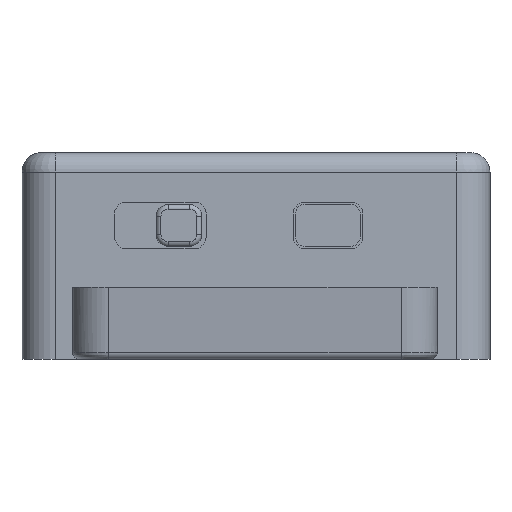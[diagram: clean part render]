
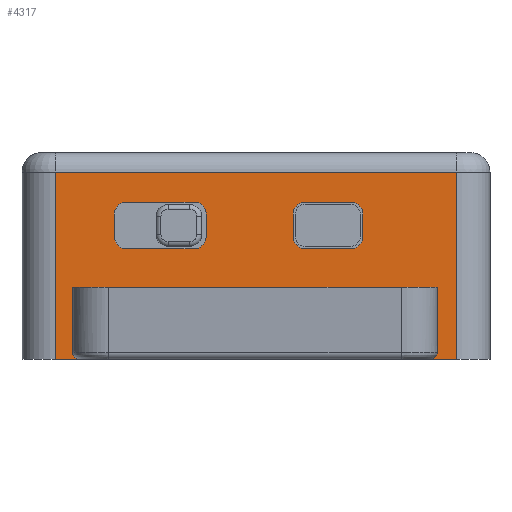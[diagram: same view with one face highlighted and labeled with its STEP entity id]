
A CAD part, left-side view. The second image highlights one B-rep face of the part: STEP entity #4317.
In plain terms, the highlighted planar face has unit normal (-1, 0, 0).
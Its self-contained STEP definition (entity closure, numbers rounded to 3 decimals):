
#3587=CARTESIAN_POINT('',(-97.,159.8,-4.5));
#3588=VERTEX_POINT('',#3587);
#3604=CARTESIAN_POINT('',(-97.,160.8,-3.5));
#3605=VERTEX_POINT('',#3604);
#3612=CARTESIAN_POINT('',(-97.,159.8,-3.5));
#3613=DIRECTION('',(-1.,0.,0.));
#3614=DIRECTION('',(0.,0.,1.));
#3615=AXIS2_PLACEMENT_3D('',#3612,#3613,#3614);
#3616=CIRCLE('',#3615,1.);
#3617=EDGE_CURVE('',#3605,#3588,#3616,.T.);
#3627=CARTESIAN_POINT('',(-97.,156.,-4.5));
#3628=VERTEX_POINT('',#3627);
#3644=CARTESIAN_POINT('',(-97.,156.,-4.5));
#3645=DIRECTION('',(-0.,1.,-0.));
#3646=VECTOR('',#3645,3.8);
#3647=LINE('',#3644,#3646);
#3648=EDGE_CURVE('',#3628,#3588,#3647,.T.);
#3668=CARTESIAN_POINT('',(-97.,155.,-3.5));
#3669=VERTEX_POINT('',#3668);
#3670=CARTESIAN_POINT('',(-97.,156.,-3.5));
#3671=DIRECTION('',(-1.,-0.,-0.));
#3672=DIRECTION('',(0.,0.,-1.));
#3673=AXIS2_PLACEMENT_3D('',#3670,#3671,#3672);
#3674=CIRCLE('',#3673,1.);
#3675=EDGE_CURVE('',#3628,#3669,#3674,.T.);
#3693=CARTESIAN_POINT('',(-97.,174.7,-4.5));
#3694=VERTEX_POINT('',#3693);
#3710=CARTESIAN_POINT('',(-97.,175.7,-3.5));
#3711=VERTEX_POINT('',#3710);
#3718=CARTESIAN_POINT('',(-97.,174.7,-3.5));
#3719=DIRECTION('',(-1.,0.,0.));
#3720=DIRECTION('',(0.,0.,1.));
#3721=AXIS2_PLACEMENT_3D('',#3718,#3719,#3720);
#3722=CIRCLE('',#3721,1.);
#3723=EDGE_CURVE('',#3711,#3694,#3722,.T.);
#3733=CARTESIAN_POINT('',(-97.,169.058,-4.5));
#3734=VERTEX_POINT('',#3733);
#3750=CARTESIAN_POINT('',(-97.,169.058,-4.5));
#3751=DIRECTION('',(-0.,1.,-0.));
#3752=VECTOR('',#3751,5.642);
#3753=LINE('',#3750,#3752);
#3754=EDGE_CURVE('',#3734,#3694,#3753,.T.);
#3774=CARTESIAN_POINT('',(-97.,168.058,-3.5));
#3775=VERTEX_POINT('',#3774);
#3776=CARTESIAN_POINT('',(-97.,169.058,-3.5));
#3777=DIRECTION('',(-1.,-0.,-0.));
#3778=DIRECTION('',(0.,0.,-1.));
#3779=AXIS2_PLACEMENT_3D('',#3776,#3777,#3778);
#3780=CIRCLE('',#3779,1.);
#3781=EDGE_CURVE('',#3734,#3775,#3780,.T.);
#3840=CARTESIAN_POINT('',(-97.,156.,-0.6));
#3841=VERTEX_POINT('',#3840);
#3848=CARTESIAN_POINT('',(-97.,159.8,-0.6));
#3849=VERTEX_POINT('',#3848);
#3850=CARTESIAN_POINT('',(-97.,159.8,-0.6));
#3851=DIRECTION('',(0.,-1.,0.));
#3852=VECTOR('',#3851,3.8);
#3853=LINE('',#3850,#3852);
#3854=EDGE_CURVE('',#3849,#3841,#3853,.T.);
#3880=CARTESIAN_POINT('',(-97.,169.058,-0.6));
#3881=VERTEX_POINT('',#3880);
#3888=CARTESIAN_POINT('',(-97.,174.7,-0.6));
#3889=VERTEX_POINT('',#3888);
#3890=CARTESIAN_POINT('',(-97.,169.058,-0.6));
#3891=DIRECTION('',(0.,1.,0.));
#3892=VECTOR('',#3891,5.642);
#3893=LINE('',#3890,#3892);
#3894=EDGE_CURVE('',#3881,#3889,#3893,.T.);
#3952=CARTESIAN_POINT('',(-97.,155.,-1.6));
#3953=VERTEX_POINT('',#3952);
#3954=CARTESIAN_POINT('',(-97.,155.,-3.5));
#3955=DIRECTION('',(-0.,-0.,1.));
#3956=VECTOR('',#3955,1.9);
#3957=LINE('',#3954,#3956);
#3958=EDGE_CURVE('',#3669,#3953,#3957,.T.);
#3982=CARTESIAN_POINT('',(-97.,156.,-1.6));
#3983=DIRECTION('',(-1.,0.,0.));
#3984=DIRECTION('',(0.,0.,1.));
#3985=AXIS2_PLACEMENT_3D('',#3982,#3983,#3984);
#3986=CIRCLE('',#3985,1.);
#3987=EDGE_CURVE('',#3953,#3841,#3986,.T.);
#4006=CARTESIAN_POINT('',(-97.,160.8,-1.6));
#4007=VERTEX_POINT('',#4006);
#4014=CARTESIAN_POINT('',(-97.,160.8,-1.6));
#4015=DIRECTION('',(-0.,-0.,-1.));
#4016=VECTOR('',#4015,1.9);
#4017=LINE('',#4014,#4016);
#4018=EDGE_CURVE('',#4007,#3605,#4017,.T.);
#4037=CARTESIAN_POINT('',(-97.,159.8,-1.6));
#4038=DIRECTION('',(-1.,-0.,-0.));
#4039=DIRECTION('',(0.,0.,-1.));
#4040=AXIS2_PLACEMENT_3D('',#4037,#4038,#4039);
#4041=CIRCLE('',#4040,1.);
#4042=EDGE_CURVE('',#3849,#4007,#4041,.T.);
#4053=CARTESIAN_POINT('',(-97.,168.058,-1.6));
#4054=VERTEX_POINT('',#4053);
#4070=CARTESIAN_POINT('',(-97.,168.058,-1.6));
#4071=DIRECTION('',(-0.,-0.,-1.));
#4072=VECTOR('',#4071,1.9);
#4073=LINE('',#4070,#4072);
#4074=EDGE_CURVE('',#4054,#3775,#4073,.T.);
#4092=CARTESIAN_POINT('',(-97.,169.058,-1.6));
#4093=DIRECTION('',(-1.,0.,0.));
#4094=DIRECTION('',(0.,0.,1.));
#4095=AXIS2_PLACEMENT_3D('',#4092,#4093,#4094);
#4096=CIRCLE('',#4095,1.);
#4097=EDGE_CURVE('',#4054,#3881,#4096,.T.);
#4117=CARTESIAN_POINT('',(-97.,175.7,-1.6));
#4118=VERTEX_POINT('',#4117);
#4125=CARTESIAN_POINT('',(-97.,175.7,-3.5));
#4126=DIRECTION('',(0.,0.,1.));
#4127=VECTOR('',#4126,1.9);
#4128=LINE('',#4125,#4127);
#4129=EDGE_CURVE('',#3711,#4118,#4128,.T.);
#4147=CARTESIAN_POINT('',(-97.,174.7,-1.6));
#4148=DIRECTION('',(-1.,-0.,-0.));
#4149=DIRECTION('',(0.,0.,-1.));
#4150=AXIS2_PLACEMENT_3D('',#4147,#4148,#4149);
#4151=CIRCLE('',#4150,1.);
#4152=EDGE_CURVE('',#3889,#4118,#4151,.T.);
#4158=CARTESIAN_POINT('',(-97.,157.9,-14.6));
#4159=DIRECTION('',(-1.,0.,0.));
#4160=DIRECTION('',(0.,-1.,0.));
#4161=AXIS2_PLACEMENT_3D('',#4158,#4159,#4160);
#4162=PLANE('',#4161);
#4163=ORIENTED_EDGE('',*,*,#4152,.F.);
#4164=ORIENTED_EDGE('',*,*,#3894,.F.);
#4165=ORIENTED_EDGE('',*,*,#4097,.F.);
#4166=ORIENTED_EDGE('',*,*,#4074,.T.);
#4167=ORIENTED_EDGE('',*,*,#3781,.F.);
#4168=ORIENTED_EDGE('',*,*,#3754,.T.);
#4169=ORIENTED_EDGE('',*,*,#3723,.F.);
#4170=ORIENTED_EDGE('',*,*,#4129,.T.);
#4171=EDGE_LOOP('',(#4163,#4164,#4165,#4166,#4167,#4168,#4169,#4170));
#4172=FACE_BOUND('',#4171,.T.);
#4173=CARTESIAN_POINT('',(-97.,177.2,-13.1));
#4174=VERTEX_POINT('',#4173);
#4175=CARTESIAN_POINT('',(-97.,177.2,-7.7));
#4176=VERTEX_POINT('',#4175);
#4177=CARTESIAN_POINT('',(-97.,177.2,-13.1));
#4178=DIRECTION('',(0.,0.,1.));
#4179=VECTOR('',#4178,5.4);
#4180=LINE('',#4177,#4179);
#4181=EDGE_CURVE('',#4174,#4176,#4180,.T.);
#4182=ORIENTED_EDGE('',*,*,#4181,.F.);
#4183=CARTESIAN_POINT('',(-97.,177.8,-13.7));
#4184=VERTEX_POINT('',#4183);
#4185=CARTESIAN_POINT('',(-97.,177.8,-13.1));
#4186=DIRECTION('',(1.,-0.,-0.));
#4187=DIRECTION('',(0.,0.,1.));
#4188=AXIS2_PLACEMENT_3D('',#4185,#4186,#4187);
#4189=CIRCLE('',#4188,0.6);
#4190=EDGE_CURVE('',#4174,#4184,#4189,.T.);
#4191=ORIENTED_EDGE('',*,*,#4190,.T.);
#4192=CARTESIAN_POINT('',(-97.,150.2,-13.7));
#4193=VERTEX_POINT('',#4192);
#4194=CARTESIAN_POINT('',(-97.,177.8,-13.7));
#4195=DIRECTION('',(0.,-1.,0.));
#4196=VECTOR('',#4195,27.6);
#4197=LINE('',#4194,#4196);
#4198=EDGE_CURVE('',#4184,#4193,#4197,.T.);
#4199=ORIENTED_EDGE('',*,*,#4198,.T.);
#4200=CARTESIAN_POINT('',(-97.,150.8,-13.1));
#4201=VERTEX_POINT('',#4200);
#4202=CARTESIAN_POINT('',(-97.,150.2,-13.1));
#4203=DIRECTION('',(1.,0.,0.));
#4204=DIRECTION('',(0.,0.,-1.));
#4205=AXIS2_PLACEMENT_3D('',#4202,#4203,#4204);
#4206=CIRCLE('',#4205,0.6);
#4207=EDGE_CURVE('',#4193,#4201,#4206,.T.);
#4208=ORIENTED_EDGE('',*,*,#4207,.T.);
#4209=CARTESIAN_POINT('',(-97.,150.8,-7.7));
#4210=VERTEX_POINT('',#4209);
#4211=CARTESIAN_POINT('',(-97.,150.8,-7.7));
#4212=DIRECTION('',(-0.,-0.,-1.));
#4213=VECTOR('',#4212,5.4);
#4214=LINE('',#4211,#4213);
#4215=EDGE_CURVE('',#4210,#4201,#4214,.T.);
#4216=ORIENTED_EDGE('',*,*,#4215,.F.);
#4217=CARTESIAN_POINT('',(-97.,148.8,-7.7));
#4218=VERTEX_POINT('',#4217);
#4219=CARTESIAN_POINT('',(-97.,150.8,-7.7));
#4220=DIRECTION('',(0.,-1.,0.));
#4221=VECTOR('',#4220,2.);
#4222=LINE('',#4219,#4221);
#4223=EDGE_CURVE('',#4210,#4218,#4222,.T.);
#4224=ORIENTED_EDGE('',*,*,#4223,.T.);
#4225=CARTESIAN_POINT('',(-97.,148.8,-13.1));
#4226=VERTEX_POINT('',#4225);
#4227=CARTESIAN_POINT('',(-97.,148.8,-7.7));
#4228=DIRECTION('',(-0.,-0.,-1.));
#4229=VECTOR('',#4228,5.4);
#4230=LINE('',#4227,#4229);
#4231=EDGE_CURVE('',#4218,#4226,#4230,.T.);
#4232=ORIENTED_EDGE('',*,*,#4231,.T.);
#4233=CARTESIAN_POINT('',(-97.,149.4,-13.7));
#4234=VERTEX_POINT('',#4233);
#4235=CARTESIAN_POINT('',(-97.,149.4,-13.1));
#4236=DIRECTION('',(1.,0.,0.));
#4237=DIRECTION('',(0.,0.,-1.));
#4238=AXIS2_PLACEMENT_3D('',#4235,#4236,#4237);
#4239=CIRCLE('',#4238,0.6);
#4240=EDGE_CURVE('',#4226,#4234,#4239,.T.);
#4241=ORIENTED_EDGE('',*,*,#4240,.T.);
#4242=CARTESIAN_POINT('',(-97.,147.2,-13.7));
#4243=VERTEX_POINT('',#4242);
#4244=CARTESIAN_POINT('',(-97.,149.4,-13.7));
#4245=DIRECTION('',(0.,-1.,0.));
#4246=VECTOR('',#4245,2.2);
#4247=LINE('',#4244,#4246);
#4248=EDGE_CURVE('',#4234,#4243,#4247,.T.);
#4249=ORIENTED_EDGE('',*,*,#4248,.T.);
#4250=CARTESIAN_POINT('',(-97.,147.2,1.9));
#4251=VERTEX_POINT('',#4250);
#4252=CARTESIAN_POINT('',(-97.,147.2,-13.7));
#4253=DIRECTION('',(0.,0.,1.));
#4254=VECTOR('',#4253,15.6);
#4255=LINE('',#4252,#4254);
#4256=EDGE_CURVE('',#4243,#4251,#4255,.T.);
#4257=ORIENTED_EDGE('',*,*,#4256,.T.);
#4258=CARTESIAN_POINT('',(-97.,180.6,1.9));
#4259=VERTEX_POINT('',#4258);
#4260=CARTESIAN_POINT('',(-97.,180.6,1.9));
#4261=DIRECTION('',(-0.,-1.,-0.));
#4262=VECTOR('',#4261,33.4);
#4263=LINE('',#4260,#4262);
#4264=EDGE_CURVE('',#4259,#4251,#4263,.T.);
#4265=ORIENTED_EDGE('',*,*,#4264,.F.);
#4266=CARTESIAN_POINT('',(-97.,180.6,-13.7));
#4267=VERTEX_POINT('',#4266);
#4268=CARTESIAN_POINT('',(-97.,180.6,1.9));
#4269=DIRECTION('',(-0.,-0.,-1.));
#4270=VECTOR('',#4269,15.6);
#4271=LINE('',#4268,#4270);
#4272=EDGE_CURVE('',#4259,#4267,#4271,.T.);
#4273=ORIENTED_EDGE('',*,*,#4272,.T.);
#4274=CARTESIAN_POINT('',(-97.,178.6,-13.7));
#4275=VERTEX_POINT('',#4274);
#4276=CARTESIAN_POINT('',(-97.,180.6,-13.7));
#4277=DIRECTION('',(0.,-1.,0.));
#4278=VECTOR('',#4277,2.);
#4279=LINE('',#4276,#4278);
#4280=EDGE_CURVE('',#4267,#4275,#4279,.T.);
#4281=ORIENTED_EDGE('',*,*,#4280,.T.);
#4282=CARTESIAN_POINT('',(-97.,179.2,-13.1));
#4283=VERTEX_POINT('',#4282);
#4284=CARTESIAN_POINT('',(-97.,178.6,-13.1));
#4285=DIRECTION('',(1.,-0.,-0.));
#4286=DIRECTION('',(0.,0.,1.));
#4287=AXIS2_PLACEMENT_3D('',#4284,#4285,#4286);
#4288=CIRCLE('',#4287,0.6);
#4289=EDGE_CURVE('',#4275,#4283,#4288,.T.);
#4290=ORIENTED_EDGE('',*,*,#4289,.T.);
#4291=CARTESIAN_POINT('',(-97.,179.2,-7.7));
#4292=VERTEX_POINT('',#4291);
#4293=CARTESIAN_POINT('',(-97.,179.2,-13.1));
#4294=DIRECTION('',(0.,0.,1.));
#4295=VECTOR('',#4294,5.4);
#4296=LINE('',#4293,#4295);
#4297=EDGE_CURVE('',#4283,#4292,#4296,.T.);
#4298=ORIENTED_EDGE('',*,*,#4297,.T.);
#4299=CARTESIAN_POINT('',(-97.,179.2,-7.7));
#4300=DIRECTION('',(0.,-1.,0.));
#4301=VECTOR('',#4300,2.);
#4302=LINE('',#4299,#4301);
#4303=EDGE_CURVE('',#4292,#4176,#4302,.T.);
#4304=ORIENTED_EDGE('',*,*,#4303,.T.);
#4305=EDGE_LOOP('',(#4182,#4191,#4199,#4208,#4216,#4224,#4232,#4241,#4249,#4257,#4265,#4273,#4281,#4290,#4298,#4304));
#4306=FACE_BOUND('',#4305,.T.);
#4307=ORIENTED_EDGE('',*,*,#3987,.F.);
#4308=ORIENTED_EDGE('',*,*,#3958,.F.);
#4309=ORIENTED_EDGE('',*,*,#3675,.F.);
#4310=ORIENTED_EDGE('',*,*,#3648,.T.);
#4311=ORIENTED_EDGE('',*,*,#3617,.F.);
#4312=ORIENTED_EDGE('',*,*,#4018,.F.);
#4313=ORIENTED_EDGE('',*,*,#4042,.F.);
#4314=ORIENTED_EDGE('',*,*,#3854,.T.);
#4315=EDGE_LOOP('',(#4307,#4308,#4309,#4310,#4311,#4312,#4313,#4314));
#4316=FACE_BOUND('',#4315,.T.);
#4317=ADVANCED_FACE('',(#4172,#4306,#4316),#4162,.T.);
